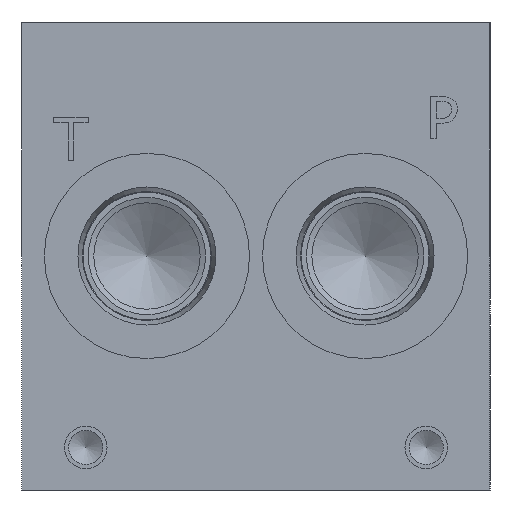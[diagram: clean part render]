
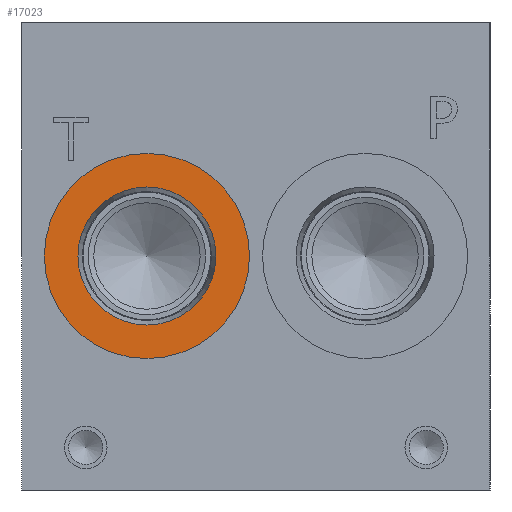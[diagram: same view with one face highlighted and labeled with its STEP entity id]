
A CAD part, left-side view. The second image highlights one B-rep face of the part: STEP entity #17023.
In plain terms, the highlighted planar face has unit normal (-1, 0, 0).
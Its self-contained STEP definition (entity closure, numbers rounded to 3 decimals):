
#365=CIRCLE('',#17844,15.316);
#366=CIRCLE('',#17845,15.316);
#367=CIRCLE('',#17847,10.3);
#368=CIRCLE('',#17848,10.3);
#913=FACE_BOUND('',#3182,.T.);
#2194=FACE_OUTER_BOUND('',#3181,.T.);
#3181=EDGE_LOOP('',(#13943,#13944));
#3182=EDGE_LOOP('',(#13945,#13946));
#7650=VERTEX_POINT('',#28548);
#7651=VERTEX_POINT('',#28550);
#7652=VERTEX_POINT('',#28554);
#7653=VERTEX_POINT('',#28555);
#9884=EDGE_CURVE('',#7650,#7651,#365,.T.);
#9885=EDGE_CURVE('',#7651,#7650,#366,.T.);
#9886=EDGE_CURVE('',#7652,#7653,#367,.T.);
#9887=EDGE_CURVE('',#7653,#7652,#368,.T.);
#13943=ORIENTED_EDGE('',*,*,#9885,.F.);
#13944=ORIENTED_EDGE('',*,*,#9884,.F.);
#13945=ORIENTED_EDGE('',*,*,#9886,.T.);
#13946=ORIENTED_EDGE('',*,*,#9887,.T.);
#15787=PLANE('',#17846);
#17023=ADVANCED_FACE('',(#2194,#913),#15787,.F.);
#17844=AXIS2_PLACEMENT_3D('',#28551,#20883,#20884);
#17845=AXIS2_PLACEMENT_3D('',#28552,#20885,#20886);
#17846=AXIS2_PLACEMENT_3D('',#28553,#20887,#20888);
#17847=AXIS2_PLACEMENT_3D('',#28556,#20889,#20890);
#17848=AXIS2_PLACEMENT_3D('',#28557,#20891,#20892);
#20883=DIRECTION('center_axis',(1.,0.,0.));
#20884=DIRECTION('ref_axis',(0.,0.,-1.));
#20885=DIRECTION('center_axis',(1.,0.,0.));
#20886=DIRECTION('ref_axis',(0.,0.,-1.));
#20887=DIRECTION('center_axis',(1.,0.,0.));
#20888=DIRECTION('ref_axis',(0.,0.,-1.));
#20889=DIRECTION('center_axis',(1.,0.,0.));
#20890=DIRECTION('ref_axis',(0.,0.,-1.));
#20891=DIRECTION('center_axis',(1.,0.,0.));
#20892=DIRECTION('ref_axis',(0.,0.,-1.));
#28548=CARTESIAN_POINT('',(0.787,51.206,19.609));
#28550=CARTESIAN_POINT('',(0.787,51.206,50.241));
#28551=CARTESIAN_POINT('Origin',(0.787,51.206,34.925));
#28552=CARTESIAN_POINT('Origin',(0.787,51.206,34.925));
#28553=CARTESIAN_POINT('Origin',(0.787,51.206,45.225));
#28554=CARTESIAN_POINT('',(0.787,51.206,45.225));
#28555=CARTESIAN_POINT('',(0.787,51.206,24.625));
#28556=CARTESIAN_POINT('Origin',(0.787,51.206,34.925));
#28557=CARTESIAN_POINT('Origin',(0.787,51.206,34.925));
